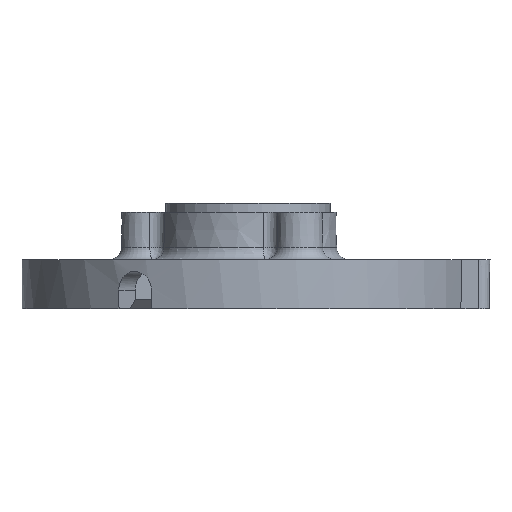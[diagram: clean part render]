
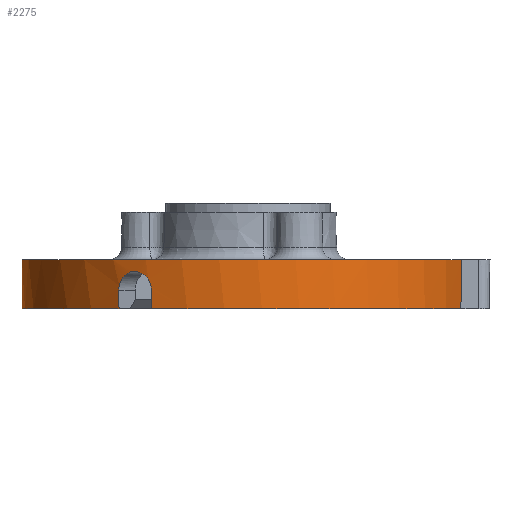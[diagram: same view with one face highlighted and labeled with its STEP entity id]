
A CAD part, left-side view. The second image highlights one B-rep face of the part: STEP entity #2275.
In plain terms, the highlighted conical face has half-angle 1 degrees and reference radius 47.954 mm.
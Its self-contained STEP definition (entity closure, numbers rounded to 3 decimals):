
#66=CONICAL_SURFACE('',#2456,47.954,0.017);
#142=B_SPLINE_CURVE_WITH_KNOTS('',3,(#4092,#4093,#4094,#4095),
 .UNSPECIFIED.,.F.,.F.,(4,4),(0.003,0.013),
 .UNSPECIFIED.);
#143=B_SPLINE_CURVE_WITH_KNOTS('',3,(#4110,#4111,#4112,#4113),
 .UNSPECIFIED.,.F.,.F.,(4,4),(0.,0.011),
 .UNSPECIFIED.);
#144=B_SPLINE_CURVE_WITH_KNOTS('',3,(#4115,#4116,#4117,#4118,#4119,#4120,
#4121,#4122,#4123,#4124,#4125,#4126,#4127,#4128,#4129,#4130,#4131,#4132),
 .UNSPECIFIED.,.F.,.F.,(4,2,2,2,2,2,2,2,4),(1.205,1.356,
1.506,1.657,1.808,1.959,2.11,
2.261,2.412),.UNSPECIFIED.);
#145=B_SPLINE_CURVE_WITH_KNOTS('',3,(#4134,#4135,#4136,#4137,#4138,#4139,
#4140,#4141,#4142,#4143,#4144,#4145,#4146,#4147,#4148,#4149,#4150,#4151),
 .UNSPECIFIED.,.F.,.F.,(4,2,2,2,2,2,2,2,4),(1.205,1.356,
1.506,1.657,1.808,1.959,2.11,
2.261,2.412),.UNSPECIFIED.);
#227=FACE_OUTER_BOUND('',#362,.T.);
#362=EDGE_LOOP('',(#1640,#1641,#1642,#1643,#1644,#1645,#1646,#1647,#1648,
#1649,#1650,#1651));
#500=LINE('',#3373,#658);
#505=LINE('',#3388,#663);
#508=LINE('',#3401,#666);
#513=LINE('',#3416,#671);
#658=VECTOR('',#2713,10.);
#663=VECTOR('',#2720,10.);
#666=VECTOR('',#2725,10.);
#671=VECTOR('',#2732,10.);
#836=CIRCLE('',#2457,47.998);
#837=CIRCLE('',#2458,47.998);
#838=CIRCLE('',#2459,47.998);
#839=CIRCLE('',#2460,48.181);
#967=VERTEX_POINT('',#3370);
#968=VERTEX_POINT('',#3372);
#970=VERTEX_POINT('',#3377);
#973=VERTEX_POINT('',#3386);
#977=VERTEX_POINT('',#3398);
#978=VERTEX_POINT('',#3400);
#980=VERTEX_POINT('',#3405);
#983=VERTEX_POINT('',#3414);
#1016=VERTEX_POINT('',#4090);
#1017=VERTEX_POINT('',#4091);
#1022=VERTEX_POINT('',#4108);
#1023=VERTEX_POINT('',#4109);
#1188=EDGE_CURVE('',#967,#968,#500,.T.);
#1194=EDGE_CURVE('',#973,#970,#505,.T.);
#1198=EDGE_CURVE('',#977,#978,#508,.T.);
#1204=EDGE_CURVE('',#983,#980,#513,.T.);
#1257=EDGE_CURVE('',#1016,#1017,#142,.T.);
#1264=EDGE_CURVE('',#1022,#1023,#143,.F.);
#1265=EDGE_CURVE('',#1022,#980,#836,.F.);
#1266=EDGE_CURVE('',#978,#983,#144,.T.);
#1267=EDGE_CURVE('',#977,#970,#837,.F.);
#1268=EDGE_CURVE('',#968,#973,#145,.T.);
#1269=EDGE_CURVE('',#967,#1016,#838,.F.);
#1270=EDGE_CURVE('',#1017,#1023,#839,.T.);
#1640=ORIENTED_EDGE('',*,*,#1264,.F.);
#1641=ORIENTED_EDGE('',*,*,#1265,.T.);
#1642=ORIENTED_EDGE('',*,*,#1204,.F.);
#1643=ORIENTED_EDGE('',*,*,#1266,.F.);
#1644=ORIENTED_EDGE('',*,*,#1198,.F.);
#1645=ORIENTED_EDGE('',*,*,#1267,.T.);
#1646=ORIENTED_EDGE('',*,*,#1194,.F.);
#1647=ORIENTED_EDGE('',*,*,#1268,.F.);
#1648=ORIENTED_EDGE('',*,*,#1188,.F.);
#1649=ORIENTED_EDGE('',*,*,#1269,.T.);
#1650=ORIENTED_EDGE('',*,*,#1257,.T.);
#1651=ORIENTED_EDGE('',*,*,#1270,.T.);
#2275=ADVANCED_FACE('',(#227),#66,.T.);
#2456=AXIS2_PLACEMENT_3D('',#4107,#2805,#2806);
#2457=AXIS2_PLACEMENT_3D('',#4114,#2807,#2808);
#2458=AXIS2_PLACEMENT_3D('',#4133,#2809,#2810);
#2459=AXIS2_PLACEMENT_3D('',#4152,#2811,#2812);
#2460=AXIS2_PLACEMENT_3D('',#4153,#2813,#2814);
#2713=DIRECTION('',(-0.015,0.009,1.));
#2720=DIRECTION('',(0.015,-0.009,-1.));
#2725=DIRECTION('',(0.015,0.009,1.));
#2732=DIRECTION('',(-0.015,-0.009,-1.));
#2805=DIRECTION('center_axis',(0.,0.,1.));
#2806=DIRECTION('ref_axis',(0.,1.,0.));
#2807=DIRECTION('center_axis',(0.,0.,-1.));
#2808=DIRECTION('ref_axis',(-1.,0.,0.));
#2809=DIRECTION('center_axis',(0.,0.,-1.));
#2810=DIRECTION('ref_axis',(-1.,0.,0.));
#2811=DIRECTION('center_axis',(0.,0.,-1.));
#2812=DIRECTION('ref_axis',(-1.,0.,0.));
#2813=DIRECTION('center_axis',(0.,0.,-1.));
#2814=DIRECTION('ref_axis',(-1.,0.,0.));
#3370=CARTESIAN_POINT('',(-43.423,20.451,-7.499));
#3372=CARTESIAN_POINT('',(-43.483,20.486,-3.5));
#3373=CARTESIAN_POINT('',(-43.423,20.451,-7.499));
#3377=CARTESIAN_POINT('',(-39.423,27.379,-7.499));
#3386=CARTESIAN_POINT('',(-39.483,27.414,-3.5));
#3388=CARTESIAN_POINT('',(-39.483,27.414,-3.5));
#3398=CARTESIAN_POINT('',(39.423,27.379,-7.499));
#3400=CARTESIAN_POINT('',(39.483,27.414,-3.5));
#3401=CARTESIAN_POINT('',(39.423,27.379,-7.499));
#3405=CARTESIAN_POINT('',(43.423,20.451,-7.499));
#3414=CARTESIAN_POINT('',(43.483,20.486,-3.5));
#3416=CARTESIAN_POINT('',(43.483,20.486,-3.5));
#4090=CARTESIAN_POINT('',(-15.817,-45.317,-7.499));
#4091=CARTESIAN_POINT('',(-16.,-45.447,3.));
#4092=CARTESIAN_POINT('Ctrl Pts',(-15.817,-45.317,-7.499));
#4093=CARTESIAN_POINT('Ctrl Pts',(-15.878,-45.36,-4.));
#4094=CARTESIAN_POINT('Ctrl Pts',(-15.939,-45.403,-0.5));
#4095=CARTESIAN_POINT('Ctrl Pts',(-16.,-45.447,3.));
#4107=CARTESIAN_POINT('Origin',(0.,0.,-10.));
#4108=CARTESIAN_POINT('',(15.817,-45.317,-7.499));
#4109=CARTESIAN_POINT('',(16.,-45.447,3.));
#4110=CARTESIAN_POINT('Ctrl Pts',(16.,-45.447,3.));
#4111=CARTESIAN_POINT('Ctrl Pts',(15.939,-45.403,-0.5));
#4112=CARTESIAN_POINT('Ctrl Pts',(15.878,-45.36,-4.));
#4113=CARTESIAN_POINT('Ctrl Pts',(15.817,-45.317,-7.499));
#4114=CARTESIAN_POINT('Origin',(0.,0.,-7.499));
#4115=CARTESIAN_POINT('Ctrl Pts',(39.483,27.414,-3.5));
#4116=CARTESIAN_POINT('Ctrl Pts',(39.491,27.419,-2.999));
#4117=CARTESIAN_POINT('Ctrl Pts',(39.556,27.341,-2.464));
#4118=CARTESIAN_POINT('Ctrl Pts',(39.802,27.013,-1.479));
#4119=CARTESIAN_POINT('Ctrl Pts',(39.982,26.762,-1.029));
#4120=CARTESIAN_POINT('Ctrl Pts',(40.384,26.174,-0.318));
#4121=CARTESIAN_POINT('Ctrl Pts',(40.633,25.798,-0.01));
#4122=CARTESIAN_POINT('Ctrl Pts',(41.159,24.964,0.399));
#4123=CARTESIAN_POINT('Ctrl Pts',(41.437,24.504,0.5));
#4124=CARTESIAN_POINT('Ctrl Pts',(41.94,23.633,0.5));
#4125=CARTESIAN_POINT('Ctrl Pts',(42.199,23.163,0.399));
#4126=CARTESIAN_POINT('Ctrl Pts',(42.658,22.29,-0.01));
#4127=CARTESIAN_POINT('Ctrl Pts',(42.859,21.886,-0.318));
#4128=CARTESIAN_POINT('Ctrl Pts',(43.167,21.244,-1.029));
#4129=CARTESIAN_POINT('Ctrl Pts',(43.295,20.963,-1.479));
#4130=CARTESIAN_POINT('Ctrl Pts',(43.456,20.586,-2.464));
#4131=CARTESIAN_POINT('Ctrl Pts',(43.491,20.491,-2.999));
#4132=CARTESIAN_POINT('Ctrl Pts',(43.483,20.486,-3.5));
#4133=CARTESIAN_POINT('Origin',(0.,0.,-7.499));
#4134=CARTESIAN_POINT('Ctrl Pts',(-43.483,20.486,-3.5));
#4135=CARTESIAN_POINT('Ctrl Pts',(-43.491,20.491,-2.999));
#4136=CARTESIAN_POINT('Ctrl Pts',(-43.456,20.586,-2.464));
#4137=CARTESIAN_POINT('Ctrl Pts',(-43.295,20.963,-1.479));
#4138=CARTESIAN_POINT('Ctrl Pts',(-43.167,21.244,-1.029));
#4139=CARTESIAN_POINT('Ctrl Pts',(-42.859,21.886,-0.318));
#4140=CARTESIAN_POINT('Ctrl Pts',(-42.658,22.29,-0.01));
#4141=CARTESIAN_POINT('Ctrl Pts',(-42.199,23.163,0.399));
#4142=CARTESIAN_POINT('Ctrl Pts',(-41.94,23.633,0.5));
#4143=CARTESIAN_POINT('Ctrl Pts',(-41.437,24.504,0.5));
#4144=CARTESIAN_POINT('Ctrl Pts',(-41.159,24.964,0.399));
#4145=CARTESIAN_POINT('Ctrl Pts',(-40.633,25.798,-0.01));
#4146=CARTESIAN_POINT('Ctrl Pts',(-40.384,26.174,-0.318));
#4147=CARTESIAN_POINT('Ctrl Pts',(-39.982,26.762,-1.029));
#4148=CARTESIAN_POINT('Ctrl Pts',(-39.802,27.013,-1.479));
#4149=CARTESIAN_POINT('Ctrl Pts',(-39.556,27.341,-2.464));
#4150=CARTESIAN_POINT('Ctrl Pts',(-39.491,27.419,-2.999));
#4151=CARTESIAN_POINT('Ctrl Pts',(-39.483,27.414,-3.5));
#4152=CARTESIAN_POINT('Origin',(0.,0.,-7.499));
#4153=CARTESIAN_POINT('Origin',(0.,0.,3.));
